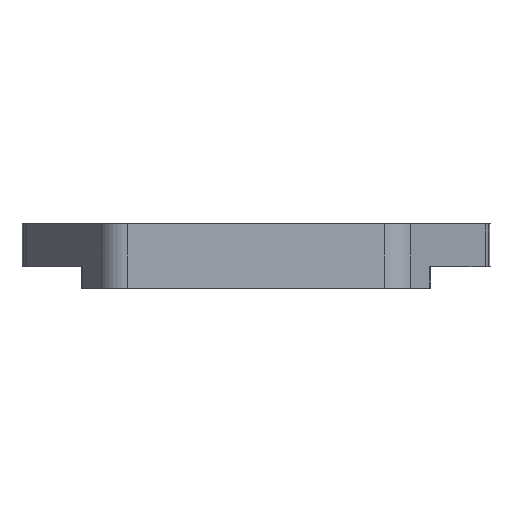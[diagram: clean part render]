
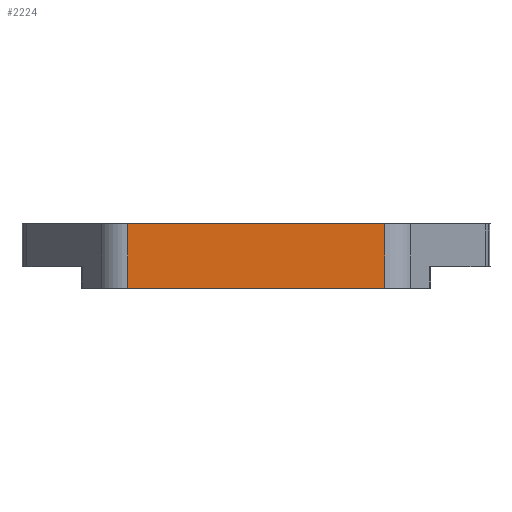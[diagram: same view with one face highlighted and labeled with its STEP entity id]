
A CAD part, front view. The second image highlights one B-rep face of the part: STEP entity #2224.
In plain terms, the highlighted planar face has unit normal (0, -1, 0).
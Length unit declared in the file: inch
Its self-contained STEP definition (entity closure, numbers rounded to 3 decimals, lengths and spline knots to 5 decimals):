
#49 = ORIENTED_EDGE ( 'NONE', *, *, #3635, .T. ) ;
#387 = CARTESIAN_POINT ( 'NONE',  ( 0.75, -1.3055, 0.1875 ) ) ;
#457 = DIRECTION ( 'NONE',  ( -1., 0., 0. ) ) ;
#483 = VECTOR ( 'NONE', #2492, 39.37008 ) ;
#1006 = LINE ( 'NONE', #1599, #2859 ) ;
#1060 = VECTOR ( 'NONE', #4825, 39.37008 ) ;
#1074 = AXIS2_PLACEMENT_3D ( 'NONE', #3661, #2192, #4806 ) ;
#1433 = EDGE_CURVE ( 'NONE', #3189, #3244, #4029, .T. ) ;
#1484 = LINE ( 'NONE', #3598, #483 ) ;
#1599 = CARTESIAN_POINT ( 'NONE',  ( 0., -1.3055, 0.1875 ) ) ;
#1755 = FACE_OUTER_BOUND ( 'NONE', #2937, .T. ) ;
#1773 = CARTESIAN_POINT ( 'NONE',  ( 0.75, -1.3055, -0.1875 ) ) ;
#1884 = DIRECTION ( 'NONE',  ( -1., 0., 0. ) ) ;
#1926 = VERTEX_POINT ( 'NONE', #387 ) ;
#2192 = DIRECTION ( 'NONE',  ( 0., -1., 0. ) ) ;
#2224 = ADVANCED_FACE ( 'NONE', ( #1755 ), #2907, .T. ) ;
#2255 = CARTESIAN_POINT ( 'NONE',  ( 0., -1.3055, -0.1875 ) ) ;
#2492 = DIRECTION ( 'NONE',  ( 0., 0., -1. ) ) ;
#2809 = ORIENTED_EDGE ( 'NONE', *, *, #4338, .F. ) ;
#2859 = VECTOR ( 'NONE', #457, 39.37008 ) ;
#2907 = PLANE ( 'NONE',  #1074 ) ;
#2937 = EDGE_LOOP ( 'NONE', ( #2809, #4805, #49, #3232 ) ) ;
#2975 = EDGE_CURVE ( 'NONE', #1926, #4146, #1484, .T. ) ;
#3027 = VECTOR ( 'NONE', #1884, 39.37008 ) ;
#3189 = VERTEX_POINT ( 'NONE', #4488 ) ;
#3232 = ORIENTED_EDGE ( 'NONE', *, *, #1433, .T. ) ;
#3244 = VERTEX_POINT ( 'NONE', #4546 ) ;
#3342 = CARTESIAN_POINT ( 'NONE',  ( -0.75, -1.3055, 0.1875 ) ) ;
#3598 = CARTESIAN_POINT ( 'NONE',  ( 0.75, -1.3055, 0.1875 ) ) ;
#3635 = EDGE_CURVE ( 'NONE', #1926, #3189, #1006, .T. ) ;
#3661 = CARTESIAN_POINT ( 'NONE',  ( 0., -1.3055, 0.1875 ) ) ;
#3790 = LINE ( 'NONE', #2255, #3027 ) ;
#4029 = LINE ( 'NONE', #3342, #1060 ) ;
#4146 = VERTEX_POINT ( 'NONE', #1773 ) ;
#4338 = EDGE_CURVE ( 'NONE', #4146, #3244, #3790, .T. ) ;
#4488 = CARTESIAN_POINT ( 'NONE',  ( -0.75, -1.3055, 0.1875 ) ) ;
#4546 = CARTESIAN_POINT ( 'NONE',  ( -0.75, -1.3055, -0.1875 ) ) ;
#4805 = ORIENTED_EDGE ( 'NONE', *, *, #2975, .F. ) ;
#4806 = DIRECTION ( 'NONE',  ( 0., 0., -1. ) ) ;
#4825 = DIRECTION ( 'NONE',  ( 0., 0., -1. ) ) ;
